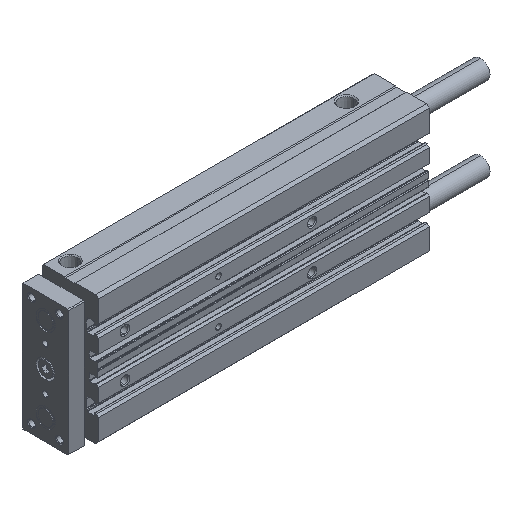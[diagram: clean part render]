
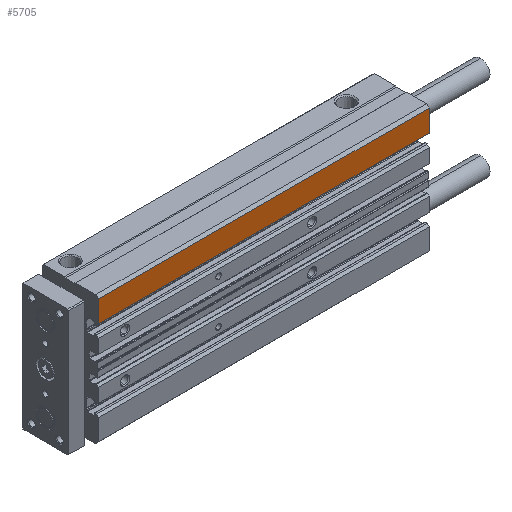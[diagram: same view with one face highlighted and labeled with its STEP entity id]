
A CAD part, isometric view. The second image highlights one B-rep face of the part: STEP entity #5705.
In plain terms, the highlighted planar face has unit normal (0, -1, 0).
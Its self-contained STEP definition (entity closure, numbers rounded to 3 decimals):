
#162 = FACE_OUTER_BOUND ( 'NONE', #2899, .T. ) ;
#374 = DIRECTION ( 'NONE',  ( -1., 0., 0. ) ) ;
#515 = EDGE_CURVE ( 'NONE', #9285, #2522, #3083, .T. ) ;
#550 = ORIENTED_EDGE ( 'NONE', *, *, #12046, .T. ) ;
#712 = VECTOR ( 'NONE', #7882, 1000. ) ;
#1052 = DIRECTION ( 'NONE',  ( 0., 0., -1. ) ) ;
#2243 = LINE ( 'NONE', #9875, #3724 ) ;
#2349 = AXIS2_PLACEMENT_3D ( 'NONE', #9573, #7943, #1052 ) ;
#2440 = CARTESIAN_POINT ( 'NONE',  ( 0., -18., 26. ) ) ;
#2522 = VERTEX_POINT ( 'NONE', #8354 ) ;
#2885 = ORIENTED_EDGE ( 'NONE', *, *, #515, .F. ) ;
#2899 = EDGE_LOOP ( 'NONE', ( #550, #7663, #2885, #5045 ) ) ;
#3039 = PLANE ( 'NONE',  #2349 ) ;
#3083 = LINE ( 'NONE', #6901, #5048 ) ;
#3724 = VECTOR ( 'NONE', #374, 1000. ) ;
#3760 = CARTESIAN_POINT ( 'NONE',  ( 0., -18., 26. ) ) ;
#3826 = LINE ( 'NONE', #3760, #712 ) ;
#5045 = ORIENTED_EDGE ( 'NONE', *, *, #10844, .T. ) ;
#5048 = VECTOR ( 'NONE', #10709, 1000. ) ;
#5179 = CARTESIAN_POINT ( 'NONE',  ( 212., -18., 39.9 ) ) ;
#5378 = CARTESIAN_POINT ( 'NONE',  ( 0., -18., 26. ) ) ;
#5705 = ADVANCED_FACE ( 'NONE', ( #162 ), #3039, .T. ) ;
#6901 = CARTESIAN_POINT ( 'NONE',  ( 212., -18., 0. ) ) ;
#7346 = VECTOR ( 'NONE', #8076, 1000. ) ;
#7663 = ORIENTED_EDGE ( 'NONE', *, *, #10754, .F. ) ;
#7882 = DIRECTION ( 'NONE',  ( -1., 0., 0. ) ) ;
#7943 = DIRECTION ( 'NONE',  ( 0., -1., 0. ) ) ;
#8076 = DIRECTION ( 'NONE',  ( 0., 0., -1. ) ) ;
#8354 = CARTESIAN_POINT ( 'NONE',  ( 212., -18., 26. ) ) ;
#8551 = VERTEX_POINT ( 'NONE', #5378 ) ;
#8888 = LINE ( 'NONE', #2440, #7346 ) ;
#9063 = VERTEX_POINT ( 'NONE', #11944 ) ;
#9285 = VERTEX_POINT ( 'NONE', #5179 ) ;
#9573 = CARTESIAN_POINT ( 'NONE',  ( 0., -18., 26. ) ) ;
#9875 = CARTESIAN_POINT ( 'NONE',  ( 0., -18., 39.9 ) ) ;
#10709 = DIRECTION ( 'NONE',  ( 0., 0., -1. ) ) ;
#10754 = EDGE_CURVE ( 'NONE', #2522, #8551, #3826, .T. ) ;
#10844 = EDGE_CURVE ( 'NONE', #9285, #9063, #2243, .T. ) ;
#11944 = CARTESIAN_POINT ( 'NONE',  ( 0., -18., 39.9 ) ) ;
#12046 = EDGE_CURVE ( 'NONE', #9063, #8551, #8888, .T. ) ;
